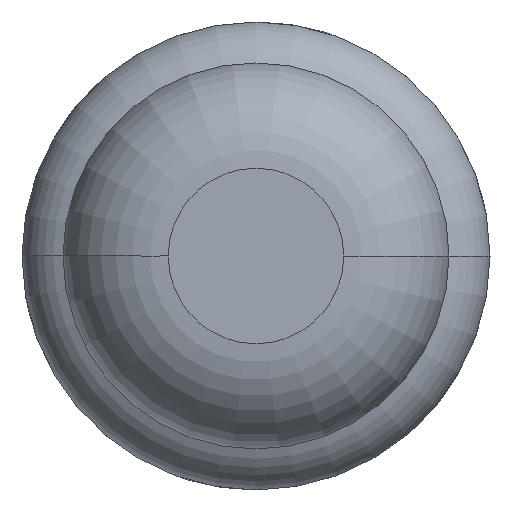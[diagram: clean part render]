
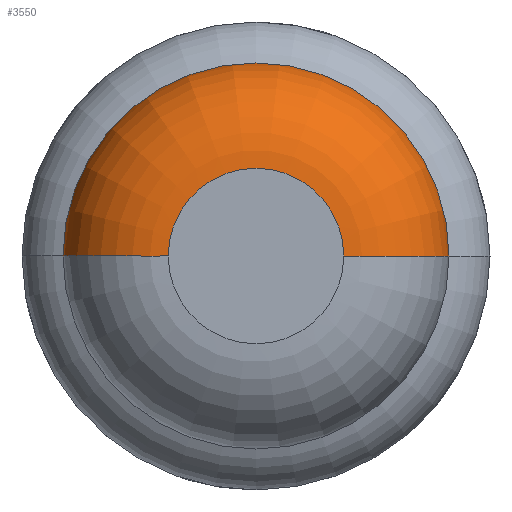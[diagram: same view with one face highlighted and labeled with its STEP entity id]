
A CAD part, front view. The second image highlights one B-rep face of the part: STEP entity #3550.
In plain terms, the highlighted toroidal (fillet/blend) face has major radius 0.375 mm and minor radius 0.45 mm.
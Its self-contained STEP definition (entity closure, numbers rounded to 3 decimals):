
#1 = EDGE_CURVE ( 'NONE', #1659, #1050, #1121, .T. ) ;
#30 = CARTESIAN_POINT ( 'NONE',  ( 0., -31.55, 0. ) ) ;
#38 = AXIS2_PLACEMENT_3D ( 'NONE', #2991, #2007, #1457 ) ;
#232 = EDGE_CURVE ( 'Defeature ausgef�hrt1_6+Defeature ausgef�hrt1_7+Defeature ausgef�hrt1_7+Defeature ausgef�hrt1_7', #1232, #1050, #1680, .T. ) ;
#357 = CIRCLE ( 'NONE', #2354, 0.825 ) ;
#449 = CARTESIAN_POINT ( 'NONE',  ( -0.375, -31.55, 0. ) ) ;
#750 = AXIS2_PLACEMENT_3D ( 'NONE', #2377, #874, #1785 ) ;
#874 = DIRECTION ( 'NONE',  ( 0., -1., 0. ) ) ;
#896 = FACE_OUTER_BOUND ( 'NONE', #3510, .T. ) ;
#940 = CARTESIAN_POINT ( 'NONE',  ( 0.825, -31.55, 0. ) ) ;
#1050 = VERTEX_POINT ( 'NONE', #1542 ) ;
#1121 = CIRCLE ( 'NONE', #2661, 0.45 ) ;
#1232 = VERTEX_POINT ( 'NONE', #3915 ) ;
#1437 = EDGE_CURVE ( 'Defeature ausgef�hrt1_7+Defeature ausgef�hrt1_8+Defeature ausgef�hrt1_8+Defeature ausgef�hrt1_8', #3830, #1659, #357, .T. ) ;
#1457 = DIRECTION ( 'NONE',  ( 1., 0., 0. ) ) ;
#1542 = CARTESIAN_POINT ( 'NONE',  ( -0.375, -32., 0. ) ) ;
#1571 = DIRECTION ( 'NONE',  ( 1., 0., 0. ) ) ;
#1659 = VERTEX_POINT ( 'NONE', #2549 ) ;
#1661 = ORIENTED_EDGE ( 'NONE', *, *, #1437, .T. ) ;
#1680 = CIRCLE ( 'NONE', #750, 0.375 ) ;
#1784 = ORIENTED_EDGE ( 'NONE', *, *, #1, .T. ) ;
#1785 = DIRECTION ( 'NONE',  ( 1., 0., 0. ) ) ;
#1890 = ORIENTED_EDGE ( 'NONE', *, *, #3760, .F. ) ;
#1922 = DIRECTION ( 'NONE',  ( 0., 0., 1. ) ) ;
#2007 = DIRECTION ( 'NONE',  ( 0., -1., 0. ) ) ;
#2083 = DIRECTION ( 'NONE',  ( -1., 0., 0. ) ) ;
#2167 = DIRECTION ( 'NONE',  ( 0., -1., 0. ) ) ;
#2354 = AXIS2_PLACEMENT_3D ( 'NONE', #30, #2167, #1571 ) ;
#2364 = CIRCLE ( 'NONE', #2545, 0.45 ) ;
#2377 = CARTESIAN_POINT ( 'NONE',  ( 0., -32., 0. ) ) ;
#2545 = AXIS2_PLACEMENT_3D ( 'NONE', #3640, #3659, #2083 ) ;
#2549 = CARTESIAN_POINT ( 'NONE',  ( -0.825, -31.55, 0. ) ) ;
#2661 = AXIS2_PLACEMENT_3D ( 'NONE', #449, #1922, #3840 ) ;
#2991 = CARTESIAN_POINT ( 'NONE',  ( 0., -31.55, 0. ) ) ;
#3241 = ORIENTED_EDGE ( 'NONE', *, *, #232, .F. ) ;
#3510 = EDGE_LOOP ( 'NONE', ( #1661, #1784, #3241, #1890 ) ) ;
#3550 = ADVANCED_FACE ( 'Defeature ausgef�hrt1_7', ( #896 ), #3890, .T. ) ;
#3640 = CARTESIAN_POINT ( 'NONE',  ( 0.375, -31.55, 0. ) ) ;
#3659 = DIRECTION ( 'NONE',  ( 0., 0., -1. ) ) ;
#3760 = EDGE_CURVE ( 'NONE', #3830, #1232, #2364, .T. ) ;
#3830 = VERTEX_POINT ( 'NONE', #940 ) ;
#3840 = DIRECTION ( 'NONE',  ( 1., 0., 0. ) ) ;
#3890 = TOROIDAL_SURFACE ( 'NONE', #38, 0.375, 0.45 ) ;
#3915 = CARTESIAN_POINT ( 'NONE',  ( 0.375, -32., 0. ) ) ;
